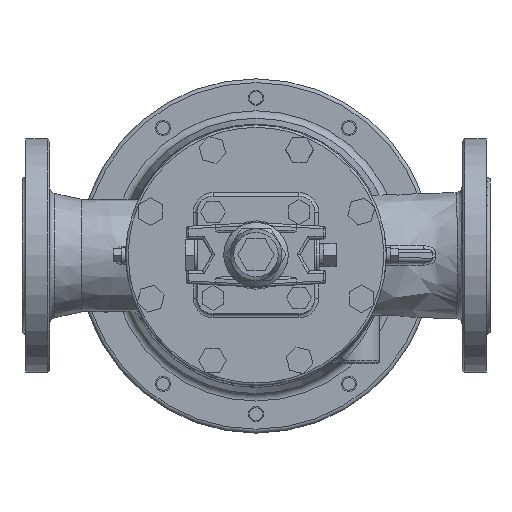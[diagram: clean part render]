
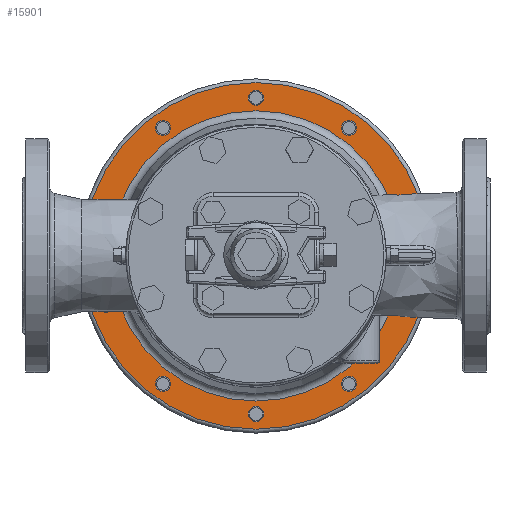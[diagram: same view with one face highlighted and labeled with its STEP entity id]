
A CAD part, top view. The second image highlights one B-rep face of the part: STEP entity #15901.
In plain terms, the highlighted planar face has unit normal (0, 0, 1).
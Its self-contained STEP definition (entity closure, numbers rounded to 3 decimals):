
#289=FACE_BOUND('',#4919,.T.);
#290=FACE_BOUND('',#4920,.T.);
#291=FACE_BOUND('',#4921,.T.);
#292=FACE_BOUND('',#4922,.T.);
#293=FACE_BOUND('',#4923,.T.);
#294=FACE_BOUND('',#4924,.T.);
#295=FACE_BOUND('',#4925,.T.);
#296=FACE_BOUND('',#4926,.T.);
#297=FACE_BOUND('',#4927,.T.);
#298=FACE_BOUND('',#4928,.T.);
#299=FACE_BOUND('',#4929,.T.);
#467=PLANE('',#17088);
#3862=FACE_OUTER_BOUND('',#4918,.T.);
#4918=EDGE_LOOP('',(#11569));
#4919=EDGE_LOOP('',(#11570));
#4920=EDGE_LOOP('',(#11571));
#4921=EDGE_LOOP('',(#11572));
#4922=EDGE_LOOP('',(#11573));
#4923=EDGE_LOOP('',(#11574));
#4924=EDGE_LOOP('',(#11575));
#4925=EDGE_LOOP('',(#11576));
#4926=EDGE_LOOP('',(#11577));
#4927=EDGE_LOOP('',(#11578));
#4928=EDGE_LOOP('',(#11579));
#4929=EDGE_LOOP('',(#11580));
#6387=CIRCLE('',#16986,5.053);
#6389=CIRCLE('',#16989,5.053);
#6391=CIRCLE('',#16992,5.053);
#6393=CIRCLE('',#16995,5.053);
#6395=CIRCLE('',#16998,5.053);
#6397=CIRCLE('',#17001,5.053);
#6399=CIRCLE('',#17004,5.053);
#6401=CIRCLE('',#17007,5.053);
#6403=CIRCLE('',#17010,5.053);
#6405=CIRCLE('',#17013,5.053);
#6446=CIRCLE('',#17084,137.);
#6450=CIRCLE('',#17089,114.73);
#7213=VERTEX_POINT('',#25327);
#7215=VERTEX_POINT('',#25333);
#7217=VERTEX_POINT('',#25339);
#7219=VERTEX_POINT('',#25345);
#7221=VERTEX_POINT('',#25351);
#7223=VERTEX_POINT('',#25357);
#7225=VERTEX_POINT('',#25363);
#7227=VERTEX_POINT('',#25369);
#7229=VERTEX_POINT('',#25375);
#7231=VERTEX_POINT('',#25381);
#7305=VERTEX_POINT('',#27294);
#7308=VERTEX_POINT('',#27302);
#8755=EDGE_CURVE('',#7213,#7213,#6387,.T.);
#8758=EDGE_CURVE('',#7215,#7215,#6389,.T.);
#8761=EDGE_CURVE('',#7217,#7217,#6391,.T.);
#8764=EDGE_CURVE('',#7219,#7219,#6393,.T.);
#8767=EDGE_CURVE('',#7221,#7221,#6395,.T.);
#8770=EDGE_CURVE('',#7223,#7223,#6397,.T.);
#8773=EDGE_CURVE('',#7225,#7225,#6399,.T.);
#8776=EDGE_CURVE('',#7227,#7227,#6401,.T.);
#8779=EDGE_CURVE('',#7229,#7229,#6403,.T.);
#8782=EDGE_CURVE('',#7231,#7231,#6405,.T.);
#8906=EDGE_CURVE('',#7305,#7305,#6446,.T.);
#8910=EDGE_CURVE('',#7308,#7308,#6450,.T.);
#11569=ORIENTED_EDGE('',*,*,#8906,.F.);
#11570=ORIENTED_EDGE('',*,*,#8755,.T.);
#11571=ORIENTED_EDGE('',*,*,#8758,.T.);
#11572=ORIENTED_EDGE('',*,*,#8761,.T.);
#11573=ORIENTED_EDGE('',*,*,#8764,.T.);
#11574=ORIENTED_EDGE('',*,*,#8767,.T.);
#11575=ORIENTED_EDGE('',*,*,#8770,.T.);
#11576=ORIENTED_EDGE('',*,*,#8773,.T.);
#11577=ORIENTED_EDGE('',*,*,#8776,.T.);
#11578=ORIENTED_EDGE('',*,*,#8779,.T.);
#11579=ORIENTED_EDGE('',*,*,#8782,.T.);
#11580=ORIENTED_EDGE('',*,*,#8910,.F.);
#15901=ADVANCED_FACE('',(#3862,#289,#290,#291,#292,#293,#294,#295,#296,
#297,#298,#299),#467,.T.);
#16986=AXIS2_PLACEMENT_3D('',#25329,#18881,#18882);
#16989=AXIS2_PLACEMENT_3D('',#25335,#18888,#18889);
#16992=AXIS2_PLACEMENT_3D('',#25341,#18895,#18896);
#16995=AXIS2_PLACEMENT_3D('',#25347,#18902,#18903);
#16998=AXIS2_PLACEMENT_3D('',#25353,#18909,#18910);
#17001=AXIS2_PLACEMENT_3D('',#25359,#18916,#18917);
#17004=AXIS2_PLACEMENT_3D('',#25365,#18923,#18924);
#17007=AXIS2_PLACEMENT_3D('',#25371,#18930,#18931);
#17010=AXIS2_PLACEMENT_3D('',#25377,#18937,#18938);
#17013=AXIS2_PLACEMENT_3D('',#25383,#18944,#18945);
#17084=AXIS2_PLACEMENT_3D('',#27295,#19106,#19107);
#17088=AXIS2_PLACEMENT_3D('',#27301,#19114,#19115);
#17089=AXIS2_PLACEMENT_3D('',#27303,#19116,#19117);
#18881=DIRECTION('center_axis',(0.,0.,-1.));
#18882=DIRECTION('ref_axis',(-0.809,0.588,0.));
#18888=DIRECTION('center_axis',(0.,0.,-1.));
#18889=DIRECTION('ref_axis',(-0.309,0.951,0.));
#18895=DIRECTION('center_axis',(0.,0.,-1.));
#18896=DIRECTION('ref_axis',(0.309,0.951,0.));
#18902=DIRECTION('center_axis',(0.,0.,-1.));
#18903=DIRECTION('ref_axis',(0.809,0.588,0.));
#18909=DIRECTION('center_axis',(0.,0.,-1.));
#18910=DIRECTION('ref_axis',(1.,0.,0.));
#18916=DIRECTION('center_axis',(0.,0.,-1.));
#18917=DIRECTION('ref_axis',(0.809,-0.588,0.));
#18923=DIRECTION('center_axis',(0.,0.,-1.));
#18924=DIRECTION('ref_axis',(0.309,-0.951,0.));
#18930=DIRECTION('center_axis',(0.,0.,-1.));
#18931=DIRECTION('ref_axis',(-0.309,-0.951,0.));
#18937=DIRECTION('center_axis',(0.,0.,-1.));
#18938=DIRECTION('ref_axis',(-0.809,-0.588,0.));
#18944=DIRECTION('center_axis',(0.,0.,-1.));
#18945=DIRECTION('ref_axis',(-1.,0.,0.));
#19106=DIRECTION('center_axis',(0.,0.,-1.));
#19107=DIRECTION('ref_axis',(-1.,0.,0.));
#19114=DIRECTION('center_axis',(0.,0.,1.));
#19115=DIRECTION('ref_axis',(1.,0.,0.));
#19116=DIRECTION('center_axis',(0.,0.,1.));
#19117=DIRECTION('ref_axis',(-1.,0.,0.));
#25327=CARTESIAN_POINT('',(77.561,98.157,30.));
#25329=CARTESIAN_POINT('Origin',(73.473,101.127,30.));
#25333=CARTESIAN_POINT('',(120.444,33.821,30.));
#25335=CARTESIAN_POINT('Origin',(118.882,38.627,30.));
#25339=CARTESIAN_POINT('',(117.321,-43.433,30.));
#25341=CARTESIAN_POINT('Origin',(118.882,-38.627,30.));
#25345=CARTESIAN_POINT('',(69.385,-104.097,30.));
#25347=CARTESIAN_POINT('Origin',(73.473,-101.127,30.));
#25351=CARTESIAN_POINT('',(-5.053,-125.,30.));
#25353=CARTESIAN_POINT('Origin',(0.,-125.,30.));
#25357=CARTESIAN_POINT('',(-77.561,-98.157,30.));
#25359=CARTESIAN_POINT('Origin',(-73.473,-101.127,30.));
#25363=CARTESIAN_POINT('',(-120.444,-33.821,30.));
#25365=CARTESIAN_POINT('Origin',(-118.882,-38.627,30.));
#25369=CARTESIAN_POINT('',(-117.321,43.433,30.));
#25371=CARTESIAN_POINT('Origin',(-118.882,38.627,30.));
#25375=CARTESIAN_POINT('',(-69.385,104.097,30.));
#25377=CARTESIAN_POINT('Origin',(-73.473,101.127,30.));
#25381=CARTESIAN_POINT('',(5.053,125.,30.));
#25383=CARTESIAN_POINT('Origin',(0.,125.,30.));
#27294=CARTESIAN_POINT('',(-137.,0.,30.));
#27295=CARTESIAN_POINT('Origin',(0.,0.,30.));
#27301=CARTESIAN_POINT('Origin',(0.,0.,
30.));
#27302=CARTESIAN_POINT('',(114.73,0.,30.));
#27303=CARTESIAN_POINT('Origin',(0.,0.,30.));
